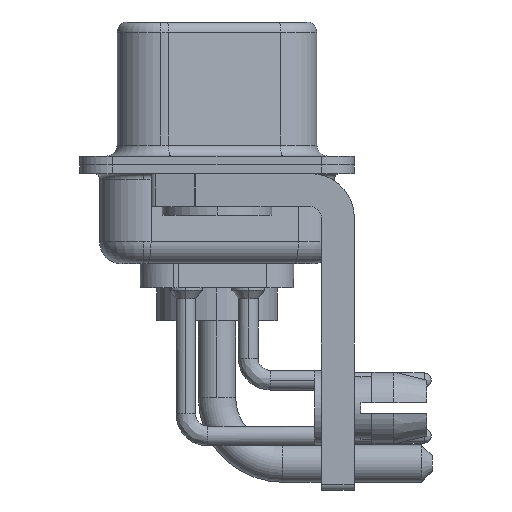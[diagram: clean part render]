
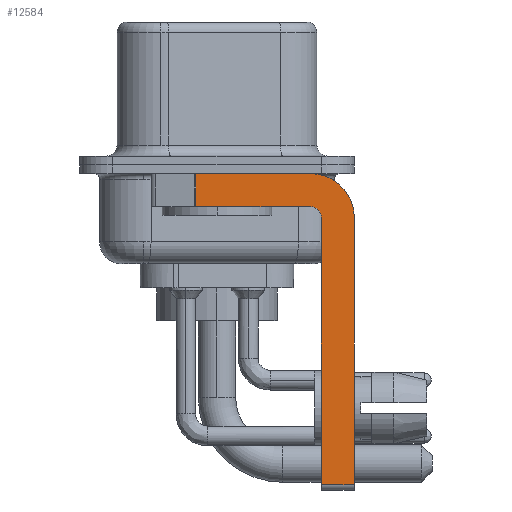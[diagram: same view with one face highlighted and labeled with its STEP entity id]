
A CAD part, left-side view. The second image highlights one B-rep face of the part: STEP entity #12584.
In plain terms, the highlighted planar face has unit normal (-1, 0, 0).
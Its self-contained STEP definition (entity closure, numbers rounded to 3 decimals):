
#1275 = CARTESIAN_POINT ( 'NONE',  ( -2.9, 0.978, -0.4 ) ) ;
#1567 = CARTESIAN_POINT ( 'NONE',  ( -2.9, -4.25, -2.4 ) ) ;
#1667 = ORIENTED_EDGE ( 'NONE', *, *, #23274, .T. ) ;
#1705 = DIRECTION ( 'NONE',  ( 0., 0., -1. ) ) ;
#1986 = EDGE_CURVE ( 'NONE', #3422, #28090, #15397, .T. ) ;
#2242 = LINE ( 'NONE', #13254, #22122 ) ;
#2877 = ORIENTED_EDGE ( 'NONE', *, *, #11680, .F. ) ;
#2919 = VECTOR ( 'NONE', #19161, 1000. ) ;
#3422 = VERTEX_POINT ( 'NONE', #1275 ) ;
#3929 = CARTESIAN_POINT ( 'NONE',  ( -2.9, -6.25, -2.4 ) ) ;
#4167 = ORIENTED_EDGE ( 'NONE', *, *, #15383, .F. ) ;
#4255 = DIRECTION ( 'NONE',  ( 0., -1., 0. ) ) ;
#4498 = ORIENTED_EDGE ( 'NONE', *, *, #12093, .F. ) ;
#4593 = VERTEX_POINT ( 'NONE', #18622 ) ;
#5099 = CARTESIAN_POINT ( 'NONE',  ( -2.9, -4.25, -2.4 ) ) ;
#6190 = VECTOR ( 'NONE', #12641, 1000. ) ;
#6276 = VERTEX_POINT ( 'NONE', #19461 ) ;
#6812 = DIRECTION ( 'NONE',  ( 0., -1., 0. ) ) ;
#7876 = CIRCLE ( 'NONE', #18837, 2. ) ;
#8535 = ORIENTED_EDGE ( 'NONE', *, *, #26081, .F. ) ;
#8804 = VERTEX_POINT ( 'NONE', #15529 ) ;
#9345 = VERTEX_POINT ( 'NONE', #9716 ) ;
#9716 = CARTESIAN_POINT ( 'NONE',  ( -2.9, -6.25, -14.55 ) ) ;
#10709 = PLANE ( 'NONE',  #22993 ) ;
#11664 = DIRECTION ( 'NONE',  ( -1., 0., 0. ) ) ;
#11680 = EDGE_CURVE ( 'NONE', #28090, #27699, #7876, .T. ) ;
#12093 = EDGE_CURVE ( 'NONE', #25841, #8804, #25064, .T. ) ;
#12416 = VECTOR ( 'NONE', #13206, 1000. ) ;
#12584 = ADVANCED_FACE ( 'NONE', ( #14860 ), #10709, .F. ) ;
#12608 = EDGE_CURVE ( 'NONE', #4593, #6276, #23458, .T. ) ;
#12641 = DIRECTION ( 'NONE',  ( 0., 0., -1. ) ) ;
#13043 = CARTESIAN_POINT ( 'NONE',  ( -2.9, -6.25, -2.4 ) ) ;
#13206 = DIRECTION ( 'NONE',  ( 0., 0., -1. ) ) ;
#13254 = CARTESIAN_POINT ( 'NONE',  ( -2.9, -4.25, -14.55 ) ) ;
#13815 = DIRECTION ( 'NONE',  ( 0., 0., 1. ) ) ;
#14732 = VECTOR ( 'NONE', #20900, 1000. ) ;
#14794 = LINE ( 'NONE', #3929, #6190 ) ;
#14860 = FACE_OUTER_BOUND ( 'NONE', #26435, .T. ) ;
#15156 = EDGE_CURVE ( 'NONE', #25841, #9345, #2242, .T. ) ;
#15383 = EDGE_CURVE ( 'NONE', #8804, #4593, #18486, .T. ) ;
#15397 = LINE ( 'NONE', #17404, #24363 ) ;
#15529 = CARTESIAN_POINT ( 'NONE',  ( -2.9, -4.75, -2.4 ) ) ;
#15750 = AXIS2_PLACEMENT_3D ( 'NONE', #5099, #11664, #13815 ) ;
#16803 = DIRECTION ( 'NONE',  ( 0., 0., -1. ) ) ;
#17404 = CARTESIAN_POINT ( 'NONE',  ( -2.9, 3., -0.4 ) ) ;
#18339 = CARTESIAN_POINT ( 'NONE',  ( -2.9, -4.75, -14.8 ) ) ;
#18486 = CIRCLE ( 'NONE', #15750, 0.5 ) ;
#18622 = CARTESIAN_POINT ( 'NONE',  ( -2.9, -4.25, -1.9 ) ) ;
#18801 = DIRECTION ( 'NONE',  ( 1., 0., 0. ) ) ;
#18837 = AXIS2_PLACEMENT_3D ( 'NONE', #22958, #18801, #16803 ) ;
#19161 = DIRECTION ( 'NONE',  ( 0., 1., 0. ) ) ;
#19461 = CARTESIAN_POINT ( 'NONE',  ( -2.9, 0.978, -1.9 ) ) ;
#20900 = DIRECTION ( 'NONE',  ( 0., 0., 1. ) ) ;
#21295 = DIRECTION ( 'NONE',  ( 1., 0., 0. ) ) ;
#21313 = CARTESIAN_POINT ( 'NONE',  ( -2.9, -4.25, -0.4 ) ) ;
#22122 = VECTOR ( 'NONE', #6812, 1000. ) ;
#22229 = ORIENTED_EDGE ( 'NONE', *, *, #1986, .F. ) ;
#22384 = ORIENTED_EDGE ( 'NONE', *, *, #15156, .T. ) ;
#22958 = CARTESIAN_POINT ( 'NONE',  ( -2.9, -4.25, -2.4 ) ) ;
#22993 = AXIS2_PLACEMENT_3D ( 'NONE', #1567, #21295, #1705 ) ;
#23274 = EDGE_CURVE ( 'NONE', #3422, #6276, #26650, .T. ) ;
#23458 = LINE ( 'NONE', #26010, #2919 ) ;
#24274 = CARTESIAN_POINT ( 'NONE',  ( -2.9, -4.75, -14.55 ) ) ;
#24363 = VECTOR ( 'NONE', #4255, 1000. ) ;
#24645 = CARTESIAN_POINT ( 'NONE',  ( -2.9, 0.978, -1.9 ) ) ;
#25064 = LINE ( 'NONE', #18339, #14732 ) ;
#25841 = VERTEX_POINT ( 'NONE', #24274 ) ;
#26010 = CARTESIAN_POINT ( 'NONE',  ( -2.9, -4.25, -1.9 ) ) ;
#26081 = EDGE_CURVE ( 'NONE', #27699, #9345, #14794, .T. ) ;
#26435 = EDGE_LOOP ( 'NONE', ( #22229, #1667, #27348, #4167, #4498, #22384, #8535, #2877 ) ) ;
#26650 = LINE ( 'NONE', #24645, #12416 ) ;
#27348 = ORIENTED_EDGE ( 'NONE', *, *, #12608, .F. ) ;
#27699 = VERTEX_POINT ( 'NONE', #13043 ) ;
#28090 = VERTEX_POINT ( 'NONE', #21313 ) ;
